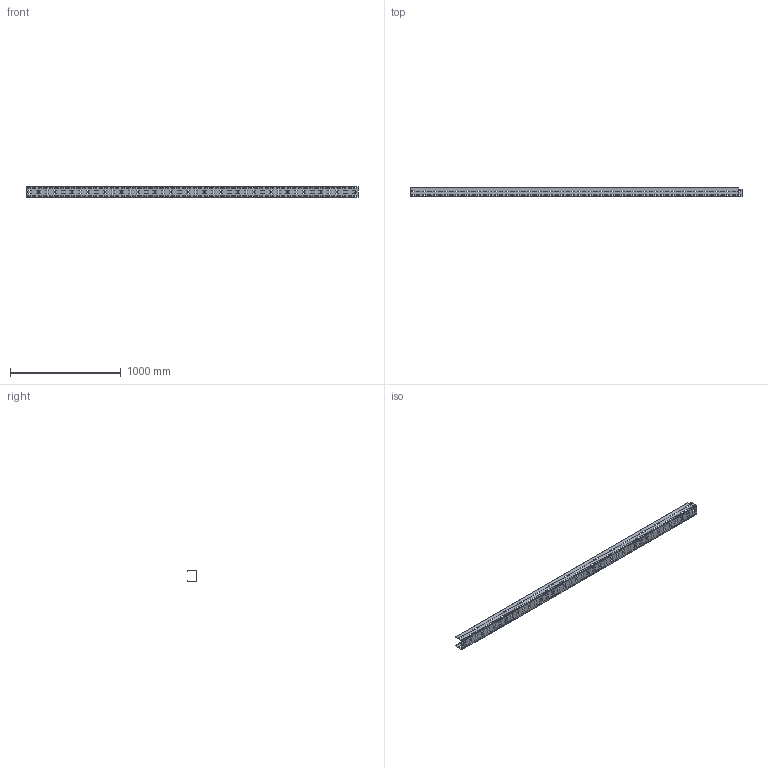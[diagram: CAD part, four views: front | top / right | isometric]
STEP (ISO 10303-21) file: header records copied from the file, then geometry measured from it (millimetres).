
FILE_DESCRIPTION (( 'STEP AP203' ), '1' );
FILE_NAME ('CLP10-085-100-070-3 Ëîòîê ïåðôîðèðîâàííûé 85õ100õ3000, 0,7ìì.STEP', '2016-03-09T08:24:54', ( '' ), ( '' ), 'SwSTEP 2.0', 'SolidWorks 2014', '' );
FILE_SCHEMA (( 'CONFIG_CONTROL_DESIGN' ));
Products named in the file (1): CLP10-085-100-070-3 Ëîòîê ïåðôîðèðîâàííûé 85õ100õ3000, 0,7ìì
Bounding box: 3000 x 85 x 100 mm (x, y, z)
Volume: 532043.2 mm3; surface area: 1546240.2 mm2
Topology: 1 solids, 1 shells, 1857 faces, 5632 edges, 3761 vertices
Faces by surface type: plane 948, cylinder 909
Full cylindrical faces by diameter (mm): 11 x19
Entity records: 65259 total; most frequent: CARTESIAN_POINT 11194, ORIENTED_EDGE 11188, DIRECTION 11128, EDGE_CURVE 5594, LINE 3776, VECTOR 3776, VERTEX_POINT 3742, AXIS2_PLACEMENT_3D 3676
